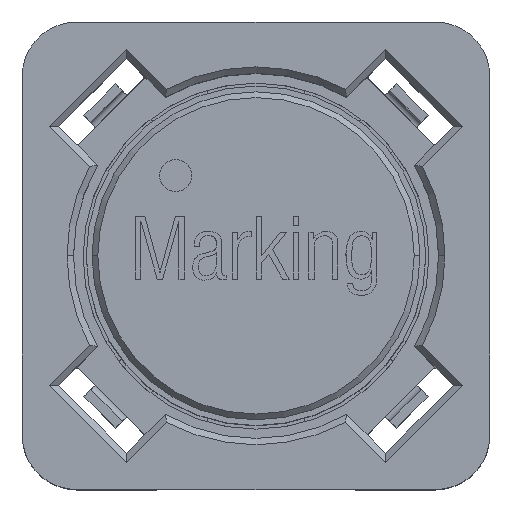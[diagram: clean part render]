
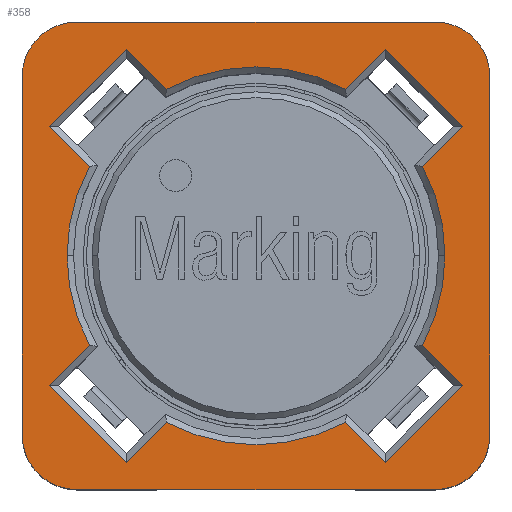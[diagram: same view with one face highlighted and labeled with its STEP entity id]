
A CAD part, top view. The second image highlights one B-rep face of the part: STEP entity #358.
In plain terms, the highlighted planar face has unit normal (0, 0, 1).
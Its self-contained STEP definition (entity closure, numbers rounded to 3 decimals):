
#358=ADVANCED_FACE('',(#985,#986),#987,.T.);
#985=FACE_OUTER_BOUND('',#1740,.T.);
#986=FACE_BOUND('',#1741,.T.);
#987=PLANE('',#1742);
#1740=EDGE_LOOP('',(#4354,#4355,#4356,#4357,#4358,#4359,#4360,#4361));
#1741=EDGE_LOOP('',(#4362,#4363,#4364,#4365,#4366,#4367,#4368,#4369,#4370,#4371,#4372,#4373,#4374,#4375,#4376,#4377,#4378,#4379));
#1742=AXIS2_PLACEMENT_3D('',#4380,#4381,#4382);
#4354=ORIENTED_EDGE('',*,*,#5941,.T.);
#4355=ORIENTED_EDGE('',*,*,#5942,.T.);
#4356=ORIENTED_EDGE('',*,*,#5943,.T.);
#4357=ORIENTED_EDGE('',*,*,#5944,.T.);
#4358=ORIENTED_EDGE('',*,*,#5945,.T.);
#4359=ORIENTED_EDGE('',*,*,#5946,.T.);
#4360=ORIENTED_EDGE('',*,*,#5947,.T.);
#4361=ORIENTED_EDGE('',*,*,#5948,.T.);
#4362=ORIENTED_EDGE('',*,*,#5850,.T.);
#4363=ORIENTED_EDGE('',*,*,#5853,.T.);
#4364=ORIENTED_EDGE('',*,*,#5857,.T.);
#4365=ORIENTED_EDGE('',*,*,#5863,.T.);
#4366=ORIENTED_EDGE('',*,*,#5865,.T.);
#4367=ORIENTED_EDGE('',*,*,#5782,.T.);
#4368=ORIENTED_EDGE('',*,*,#5867,.T.);
#4369=ORIENTED_EDGE('',*,*,#5877,.T.);
#4370=ORIENTED_EDGE('',*,*,#5880,.T.);
#4371=ORIENTED_EDGE('',*,*,#5886,.T.);
#4372=ORIENTED_EDGE('',*,*,#5892,.T.);
#4373=ORIENTED_EDGE('',*,*,#5890,.T.);
#4374=ORIENTED_EDGE('',*,*,#5884,.T.);
#4375=ORIENTED_EDGE('',*,*,#5776,.T.);
#4376=ORIENTED_EDGE('',*,*,#5875,.T.);
#4377=ORIENTED_EDGE('',*,*,#5874,.T.);
#4378=ORIENTED_EDGE('',*,*,#5871,.T.);
#4379=ORIENTED_EDGE('',*,*,#5861,.T.);
#4380=CARTESIAN_POINT('',(0.,0.,4.05));
#4381=DIRECTION('',(0.0,0.0,1.0));
#4382=DIRECTION('',(1.0,0.0,0.0));
#5776=EDGE_CURVE('',#7135,#7133,#7136,.F.);
#5782=EDGE_CURVE('',#7140,#7144,#7146,.F.);
#5850=EDGE_CURVE('',#7263,#7265,#7267,.F.);
#5853=EDGE_CURVE('',#7265,#7270,#7272,.T.);
#5857=EDGE_CURVE('',#7270,#7277,#7279,.T.);
#5861=EDGE_CURVE('',#7281,#7263,#7285,.T.);
#5863=EDGE_CURVE('',#7277,#7286,#7288,.T.);
#5865=EDGE_CURVE('',#7286,#7140,#7290,.F.);
#5867=EDGE_CURVE('',#7144,#7292,#7294,.T.);
#5871=EDGE_CURVE('',#7296,#7281,#7300,.T.);
#5874=EDGE_CURVE('',#7301,#7296,#7304,.T.);
#5875=EDGE_CURVE('',#7133,#7301,#7305,.F.);
#5877=EDGE_CURVE('',#7292,#7307,#7309,.T.);
#5880=EDGE_CURVE('',#7307,#7312,#7314,.T.);
#5884=EDGE_CURVE('',#7316,#7135,#7320,.T.);
#5886=EDGE_CURVE('',#7312,#7322,#7324,.F.);
#5890=EDGE_CURVE('',#7326,#7316,#7330,.T.);
#5892=EDGE_CURVE('',#7322,#7326,#7332,.T.);
#5941=EDGE_CURVE('',#7409,#7410,#7411,.T.);
#5942=EDGE_CURVE('',#7410,#7412,#7413,.T.);
#5943=EDGE_CURVE('',#7412,#7414,#7415,.T.);
#5944=EDGE_CURVE('',#7414,#7416,#7417,.T.);
#5945=EDGE_CURVE('',#7416,#7418,#7419,.T.);
#5946=EDGE_CURVE('',#7418,#7420,#7421,.T.);
#5947=EDGE_CURVE('',#7420,#7422,#7423,.T.);
#5948=EDGE_CURVE('',#7422,#7409,#7424,.T.);
#7133=VERTEX_POINT('',#9849);
#7135=VERTEX_POINT('',#9852);
#7136=CIRCLE('',#9853,2.95);
#7140=VERTEX_POINT('',#9860);
#7144=VERTEX_POINT('',#9865);
#7146=CIRCLE('',#9870,2.95);
#7263=VERTEX_POINT('',#10034);
#7265=VERTEX_POINT('',#10039);
#7267=CIRCLE('',#10044,2.95);
#7270=VERTEX_POINT('',#10048);
#7272=LINE('',#10051,#10052);
#7277=VERTEX_POINT('',#10058);
#7279=LINE('',#10061,#10062);
#7281=VERTEX_POINT('',#10065);
#7285=LINE('',#10071,#10072);
#7286=VERTEX_POINT('',#10073);
#7288=LINE('',#10078,#10079);
#7290=CIRCLE('',#10082,2.95);
#7292=VERTEX_POINT('',#10084);
#7294=LINE('',#10087,#10088);
#7296=VERTEX_POINT('',#10091);
#7300=LINE('',#10097,#10098);
#7301=VERTEX_POINT('',#10099);
#7304=LINE('',#10106,#10107);
#7305=CIRCLE('',#10108,2.95);
#7307=VERTEX_POINT('',#10110);
#7309=LINE('',#10113,#10114);
#7312=VERTEX_POINT('',#10118);
#7314=LINE('',#10123,#10124);
#7316=VERTEX_POINT('',#10127);
#7320=LINE('',#10133,#10134);
#7322=VERTEX_POINT('',#10136);
#7324=CIRCLE('',#10141,2.95);
#7326=VERTEX_POINT('',#10143);
#7330=LINE('',#10149,#10150);
#7332=LINE('',#10153,#10154);
#7409=VERTEX_POINT('',#10269);
#7410=VERTEX_POINT('',#10270);
#7411=LINE('',#10271,#10272);
#7412=VERTEX_POINT('',#10273);
#7413=CIRCLE('',#10274,0.85);
#7414=VERTEX_POINT('',#10275);
#7415=LINE('',#10276,#10277);
#7416=VERTEX_POINT('',#10278);
#7417=CIRCLE('',#10279,0.85);
#7418=VERTEX_POINT('',#10280);
#7419=LINE('',#10281,#10282);
#7420=VERTEX_POINT('',#10283);
#7421=CIRCLE('',#10284,0.85);
#7422=VERTEX_POINT('',#10285);
#7423=LINE('',#10286,#10287);
#7424=CIRCLE('',#10288,0.85);
#9849=CARTESIAN_POINT('',(2.95,0.,4.05));
#9852=CARTESIAN_POINT('',(2.599,1.396,4.05));
#9853=AXIS2_PLACEMENT_3D('',#11290,#11291,#11292);
#9860=CARTESIAN_POINT('',(-2.95,0.,4.05));
#9865=CARTESIAN_POINT('',(-2.599,1.396,4.05));
#9870=AXIS2_PLACEMENT_3D('',#11300,#11301,#11302);
#10034=CARTESIAN_POINT('',(1.396,-2.599,4.05));
#10039=CARTESIAN_POINT('',(-1.396,-2.599,4.05));
#10044=AXIS2_PLACEMENT_3D('',#11404,#11405,#11406);
#10048=CARTESIAN_POINT('',(-2.022,-3.224,4.05));
#10051=CARTESIAN_POINT('',(0.601,-0.601,4.05));
#10052=VECTOR('',#11409,1000.0);
#10058=CARTESIAN_POINT('',(-3.224,-2.022,4.05));
#10061=CARTESIAN_POINT('',(-2.623,-2.623,4.05));
#10062=VECTOR('',#11415,1000.0);
#10065=CARTESIAN_POINT('',(2.022,-3.224,4.05));
#10071=CARTESIAN_POINT('',(1.343,-2.545,4.05));
#10072=VECTOR('',#11419,1000.0);
#10073=CARTESIAN_POINT('',(-2.599,-1.396,4.05));
#10078=CARTESIAN_POINT('',(-0.601,0.601,4.05));
#10079=VECTOR('',#11420,1000.0);
#10082=AXIS2_PLACEMENT_3D('',#11422,#11423,#11424);
#10084=CARTESIAN_POINT('',(-3.224,2.022,4.05));
#10087=CARTESIAN_POINT('',(-3.154,1.951,4.05));
#10088=VECTOR('',#11426,1000.0);
#10091=CARTESIAN_POINT('',(3.224,-2.022,4.05));
#10097=CARTESIAN_POINT('',(2.093,-3.154,4.05));
#10098=VECTOR('',#11430,1000.0);
#10099=CARTESIAN_POINT('',(2.599,-1.396,4.05));
#10106=CARTESIAN_POINT('',(3.154,-1.951,4.05));
#10107=VECTOR('',#11432,1000.0);
#10108=AXIS2_PLACEMENT_3D('',#11433,#11434,#11435);
#10110=CARTESIAN_POINT('',(-2.022,3.224,4.05));
#10113=CARTESIAN_POINT('',(-2.093,3.154,4.05));
#10114=VECTOR('',#11437,1000.0);
#10118=CARTESIAN_POINT('',(-1.396,2.599,4.05));
#10123=CARTESIAN_POINT('',(-1.343,2.545,4.05));
#10124=VECTOR('',#11439,1000.0);
#10127=CARTESIAN_POINT('',(3.224,2.022,4.05));
#10133=CARTESIAN_POINT('',(0.601,-0.601,4.05));
#10134=VECTOR('',#11443,1000.0);
#10136=CARTESIAN_POINT('',(1.396,2.599,4.05));
#10141=AXIS2_PLACEMENT_3D('',#11444,#11445,#11446);
#10143=CARTESIAN_POINT('',(2.022,3.224,4.05));
#10149=CARTESIAN_POINT('',(2.623,2.623,4.05));
#10150=VECTOR('',#11452,1000.0);
#10153=CARTESIAN_POINT('',(-0.601,0.601,4.05));
#10154=VECTOR('',#11454,1000.0);
#10269=CARTESIAN_POINT('',(2.8,3.65,4.05));
#10270=CARTESIAN_POINT('',(-2.8,3.65,4.05));
#10271=CARTESIAN_POINT('',(3.65,3.65,4.05));
#10272=VECTOR('',#11523,1000.0);
#10273=CARTESIAN_POINT('',(-3.65,2.8,4.05));
#10274=AXIS2_PLACEMENT_3D('',#11524,#11525,#11526);
#10275=CARTESIAN_POINT('',(-3.65,-2.8,4.05));
#10276=CARTESIAN_POINT('',(-3.65,3.65,4.05));
#10277=VECTOR('',#11527,1000.0);
#10278=CARTESIAN_POINT('',(-2.8,-3.65,4.05));
#10279=AXIS2_PLACEMENT_3D('',#11528,#11529,#11530);
#10280=CARTESIAN_POINT('',(2.8,-3.65,4.05));
#10281=CARTESIAN_POINT('',(-3.65,-3.65,4.05));
#10282=VECTOR('',#11531,1000.0);
#10283=CARTESIAN_POINT('',(3.65,-2.8,4.05));
#10284=AXIS2_PLACEMENT_3D('',#11532,#11533,#11534);
#10285=CARTESIAN_POINT('',(3.65,2.8,4.05));
#10286=CARTESIAN_POINT('',(3.65,-3.65,4.05));
#10287=VECTOR('',#11535,1000.0);
#10288=AXIS2_PLACEMENT_3D('',#11536,#11537,#11538);
#11290=CARTESIAN_POINT('',(0.,0.,4.05));
#11291=DIRECTION('',(0.0,0.0,1.0));
#11292=DIRECTION('',(1.0,0.0,0.0));
#11300=CARTESIAN_POINT('',(0.,0.,4.05));
#11301=DIRECTION('',(0.0,0.0,1.0));
#11302=DIRECTION('',(1.0,0.0,0.0));
#11404=CARTESIAN_POINT('',(0.,0.,4.05));
#11405=DIRECTION('',(0.0,0.0,1.0));
#11406=DIRECTION('',(1.0,0.0,0.0));
#11409=DIRECTION('',(-0.707,-0.707,0.0));
#11415=DIRECTION('',(-0.707,0.707,0.0));
#11419=DIRECTION('',(-0.707,0.707,0.0));
#11420=DIRECTION('',(0.707,0.707,0.0));
#11422=CARTESIAN_POINT('',(0.,0.,4.05));
#11423=DIRECTION('',(0.0,0.0,1.0));
#11424=DIRECTION('',(1.0,0.0,0.0));
#11426=DIRECTION('',(-0.707,0.707,0.0));
#11430=DIRECTION('',(-0.707,-0.707,0.0));
#11432=DIRECTION('',(0.707,-0.707,0.0));
#11433=CARTESIAN_POINT('',(0.,0.,4.05));
#11434=DIRECTION('',(0.0,0.0,1.0));
#11435=DIRECTION('',(1.0,0.0,0.0));
#11437=DIRECTION('',(0.707,0.707,0.0));
#11439=DIRECTION('',(0.707,-0.707,0.0));
#11443=DIRECTION('',(-0.707,-0.707,0.0));
#11444=CARTESIAN_POINT('',(0.,0.,4.05));
#11445=DIRECTION('',(0.0,0.0,1.0));
#11446=DIRECTION('',(1.0,0.0,0.0));
#11452=DIRECTION('',(0.707,-0.707,0.0));
#11454=DIRECTION('',(0.707,0.707,0.0));
#11523=DIRECTION('',(-1.0,0.0,0.0));
#11524=CARTESIAN_POINT('',(-2.8,2.8,4.05));
#11525=DIRECTION('',(0.0,0.0,1.0));
#11526=DIRECTION('',(1.0,0.0,0.0));
#11527=DIRECTION('',(0.0,-1.0,0.0));
#11528=CARTESIAN_POINT('',(-2.8,-2.8,4.05));
#11529=DIRECTION('',(0.0,0.0,1.0));
#11530=DIRECTION('',(1.0,0.0,0.0));
#11531=DIRECTION('',(1.0,0.0,0.0));
#11532=CARTESIAN_POINT('',(2.8,-2.8,4.05));
#11533=DIRECTION('',(0.0,0.0,1.0));
#11534=DIRECTION('',(1.0,0.0,0.0));
#11535=DIRECTION('',(0.0,1.0,0.0));
#11536=CARTESIAN_POINT('',(2.8,2.8,4.05));
#11537=DIRECTION('',(0.0,0.0,1.0));
#11538=DIRECTION('',(1.0,0.0,0.0));
